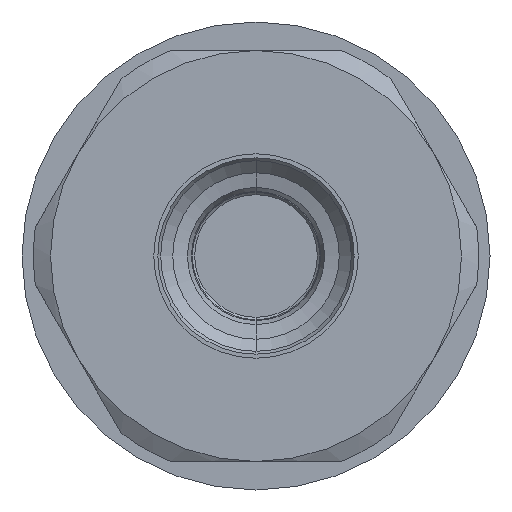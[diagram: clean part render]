
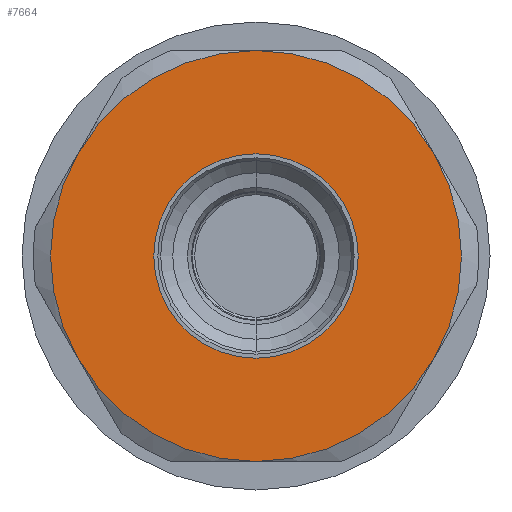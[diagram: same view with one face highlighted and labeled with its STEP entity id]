
A CAD part, left-side view. The second image highlights one B-rep face of the part: STEP entity #7664.
In plain terms, the highlighted planar face has unit normal (-1, 0, 0).
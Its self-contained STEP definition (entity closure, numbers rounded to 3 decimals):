
#65 = ORIENTED_EDGE ( 'NONE', *, *, #7397, .F. ) ;
#140 = EDGE_LOOP ( 'NONE', ( #4996, #6945, #7976, #413, #2370, #9033 ) ) ;
#371 = CARTESIAN_POINT ( 'NONE',  ( 0., 0., 0. ) ) ;
#413 = ORIENTED_EDGE ( 'NONE', *, *, #4482, .F. ) ;
#518 = CARTESIAN_POINT ( 'NONE',  ( 0., 0., 8.955 ) ) ;
#560 = VERTEX_POINT ( 'NONE', #2050 ) ;
#747 = DIRECTION ( 'NONE',  ( 0., 0., -1. ) ) ;
#773 = DIRECTION ( 'NONE',  ( 1., 0., 0. ) ) ;
#899 = DIRECTION ( 'NONE',  ( 0., 0., -1. ) ) ;
#939 = DIRECTION ( 'NONE',  ( 1., 0., 0. ) ) ;
#968 = CARTESIAN_POINT ( 'NONE',  ( 0., 0., 0. ) ) ;
#975 = EDGE_CURVE ( 'NONE', #6385, #6594, #4501, .T. ) ;
#1072 = DIRECTION ( 'NONE',  ( 0., 0., 1. ) ) ;
#1264 = CARTESIAN_POINT ( 'NONE',  ( 0., 0., 0. ) ) ;
#1367 = CIRCLE ( 'NONE', #7033, 18. ) ;
#1409 = DIRECTION ( 'NONE',  ( 0., 0., -1. ) ) ;
#1425 = DIRECTION ( 'NONE',  ( 1., 0., 0. ) ) ;
#1438 = CARTESIAN_POINT ( 'NONE',  ( 0., 0., 0. ) ) ;
#1484 = AXIS2_PLACEMENT_3D ( 'NONE', #1492, #6387, #2199 ) ;
#1492 = CARTESIAN_POINT ( 'NONE',  ( 0., 0., 0. ) ) ;
#2050 = CARTESIAN_POINT ( 'NONE',  ( 0., -15.588, 9. ) ) ;
#2199 = DIRECTION ( 'NONE',  ( 0., 0., -1. ) ) ;
#2370 = ORIENTED_EDGE ( 'NONE', *, *, #6007, .F. ) ;
#2409 = AXIS2_PLACEMENT_3D ( 'NONE', #7684, #8374, #4162 ) ;
#2473 = AXIS2_PLACEMENT_3D ( 'NONE', #7785, #3776, #3744 ) ;
#2482 = DIRECTION ( 'NONE',  ( -1., 0., 0. ) ) ;
#2703 = AXIS2_PLACEMENT_3D ( 'NONE', #6672, #2482, #7393 ) ;
#2750 = AXIS2_PLACEMENT_3D ( 'NONE', #371, #5264, #1072 ) ;
#3744 = DIRECTION ( 'NONE',  ( 0., 0., -1. ) ) ;
#3776 = DIRECTION ( 'NONE',  ( 1., 0., 0. ) ) ;
#3958 = CIRCLE ( 'NONE', #7933, 18. ) ;
#4057 = VERTEX_POINT ( 'NONE', #8970 ) ;
#4139 = CARTESIAN_POINT ( 'NONE',  ( 0., 0., 18. ) ) ;
#4162 = DIRECTION ( 'NONE',  ( 0., 0., -1. ) ) ;
#4363 = CIRCLE ( 'NONE', #2703, 8.955 ) ;
#4482 = EDGE_CURVE ( 'NONE', #9035, #7857, #3958, .T. ) ;
#4501 = CIRCLE ( 'NONE', #2473, 18. ) ;
#4596 = EDGE_CURVE ( 'NONE', #7857, #6385, #6618, .T. ) ;
#4615 = CARTESIAN_POINT ( 'NONE',  ( 0., 15.588, -9. ) ) ;
#4617 = EDGE_LOOP ( 'NONE', ( #4749, #65 ) ) ;
#4749 = ORIENTED_EDGE ( 'NONE', *, *, #7419, .F. ) ;
#4930 = CARTESIAN_POINT ( 'NONE',  ( 0., 15.588, 9. ) ) ;
#4996 = ORIENTED_EDGE ( 'NONE', *, *, #8416, .F. ) ;
#5150 = EDGE_CURVE ( 'NONE', #5843, #560, #1367, .T. ) ;
#5264 = DIRECTION ( 'NONE',  ( -1., 0., 0. ) ) ;
#5843 = VERTEX_POINT ( 'NONE', #4139 ) ;
#5904 = FACE_BOUND ( 'NONE', #4617, .T. ) ;
#6007 = EDGE_CURVE ( 'NONE', #560, #9035, #6030, .T. ) ;
#6030 = CIRCLE ( 'NONE', #7723, 18. ) ;
#6223 = CIRCLE ( 'NONE', #1484, 18. ) ;
#6385 = VERTEX_POINT ( 'NONE', #4615 ) ;
#6387 = DIRECTION ( 'NONE',  ( 1., 0., 0. ) ) ;
#6405 = CARTESIAN_POINT ( 'NONE',  ( 0., -15.588, -9. ) ) ;
#6436 = VERTEX_POINT ( 'NONE', #518 ) ;
#6473 = CARTESIAN_POINT ( 'NONE',  ( 0., 0., -18. ) ) ;
#6594 = VERTEX_POINT ( 'NONE', #4930 ) ;
#6618 = CIRCLE ( 'NONE', #7890, 18. ) ;
#6672 = CARTESIAN_POINT ( 'NONE',  ( 0., 0., 0. ) ) ;
#6897 = CIRCLE ( 'NONE', #2750, 8.955 ) ;
#6945 = ORIENTED_EDGE ( 'NONE', *, *, #975, .F. ) ;
#7033 = AXIS2_PLACEMENT_3D ( 'NONE', #968, #939, #899 ) ;
#7393 = DIRECTION ( 'NONE',  ( 0., 0., 1. ) ) ;
#7397 = EDGE_CURVE ( 'NONE', #4057, #6436, #6897, .T. ) ;
#7419 = EDGE_CURVE ( 'NONE', #6436, #4057, #4363, .T. ) ;
#7533 = PLANE ( 'NONE',  #2409 ) ;
#7664 = ADVANCED_FACE ( 'NONE', ( #7993, #5904 ), #7533, .F. ) ;
#7684 = CARTESIAN_POINT ( 'NONE',  ( 0., 0., 8.955 ) ) ;
#7723 = AXIS2_PLACEMENT_3D ( 'NONE', #1438, #1425, #1409 ) ;
#7785 = CARTESIAN_POINT ( 'NONE',  ( 0., 0., 0. ) ) ;
#7857 = VERTEX_POINT ( 'NONE', #6473 ) ;
#7890 = AXIS2_PLACEMENT_3D ( 'NONE', #8669, #8660, #8642 ) ;
#7933 = AXIS2_PLACEMENT_3D ( 'NONE', #1264, #773, #747 ) ;
#7976 = ORIENTED_EDGE ( 'NONE', *, *, #4596, .F. ) ;
#7993 = FACE_OUTER_BOUND ( 'NONE', #140, .T. ) ;
#8374 = DIRECTION ( 'NONE',  ( 1., 0., 0. ) ) ;
#8416 = EDGE_CURVE ( 'NONE', #6594, #5843, #6223, .T. ) ;
#8642 = DIRECTION ( 'NONE',  ( 0., 0., -1. ) ) ;
#8660 = DIRECTION ( 'NONE',  ( 1., 0., 0. ) ) ;
#8669 = CARTESIAN_POINT ( 'NONE',  ( 0., 0., 0. ) ) ;
#8970 = CARTESIAN_POINT ( 'NONE',  ( 0., 0., -8.955 ) ) ;
#9033 = ORIENTED_EDGE ( 'NONE', *, *, #5150, .F. ) ;
#9035 = VERTEX_POINT ( 'NONE', #6405 ) ;
